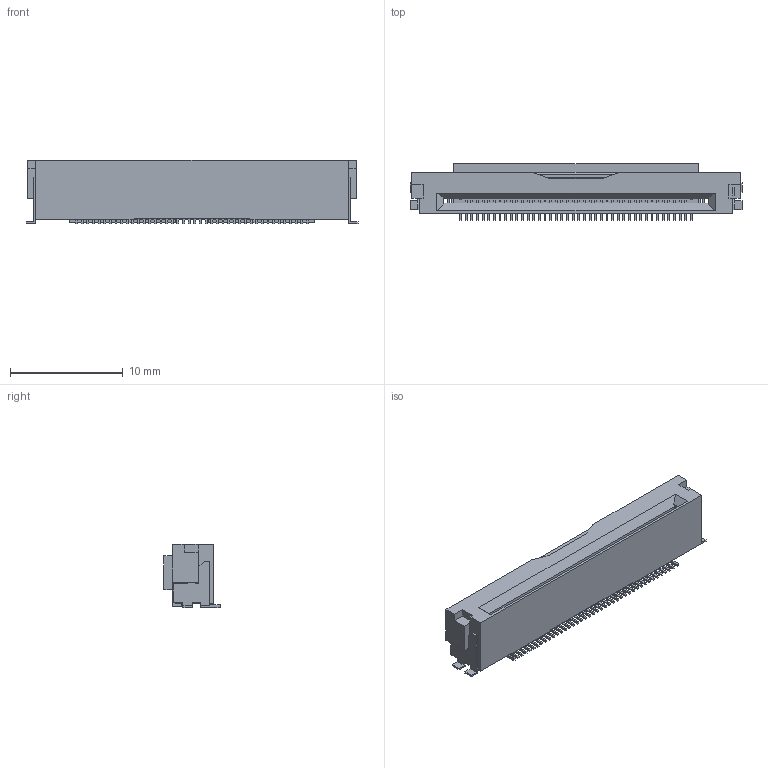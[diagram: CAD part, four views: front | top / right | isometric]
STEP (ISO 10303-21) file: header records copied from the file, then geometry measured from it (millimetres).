
FILE_DESCRIPTION((''),'2;1');
FILE_NAME('2004850740','2020-12-15T',('gga'),(''),'PRO/ENGINEER BY PARAMETRIC TECHNOLOGY CORPORATION, 2016010','PRO/ENGINEER BY PARAMETRIC TECHNOLOGY CORPORATION, 2016010','');
FILE_SCHEMA(('CONFIG_CONTROL_DESIGN'));
Length unit declared in the file: millimetre
Products named in the file (1): 2004850740
Bounding box: 29.49 x 5 x 5.6 mm (x, y, z)
Volume: 457.7 mm3; surface area: 1220.7 mm2
Topology: 21 solids, 21 shells, 1114 faces, 3311 edges, 2266 vertices
Faces by surface type: plane 948, cylinder 166
Entity records: 36784 total; most frequent: CARTESIAN_POINT 6508, ORIENTED_EDGE 6254, DIRECTION 5873, EDGE_CURVE 3127, VECTOR 2979, LINE 2979, VERTEX_POINT 2082, AXIS2_PLACEMENT_3D 1447
